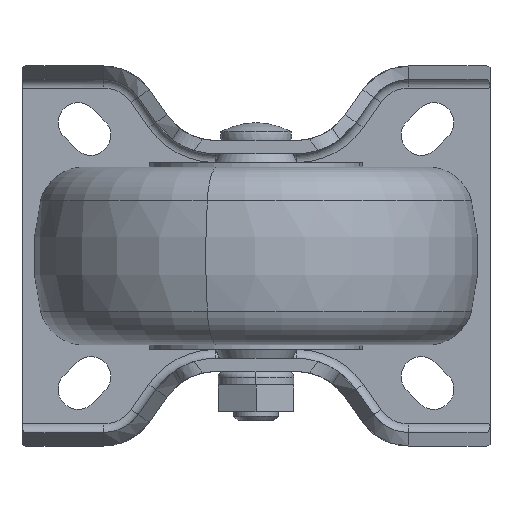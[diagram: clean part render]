
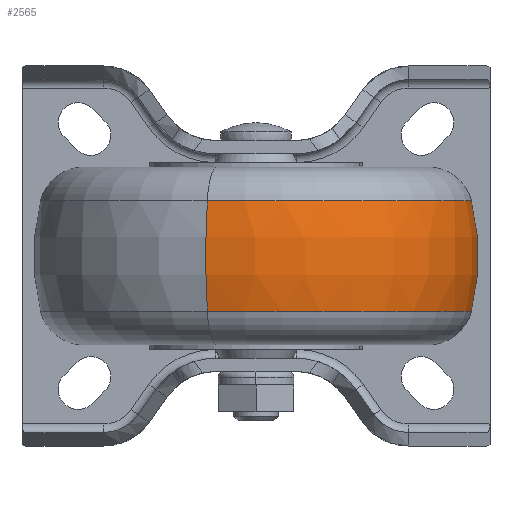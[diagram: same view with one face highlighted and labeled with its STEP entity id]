
A CAD part, front view. The second image highlights one B-rep face of the part: STEP entity #2565.
In plain terms, the highlighted toroidal (fillet/blend) face has major radius 2 mm and minor radius 52 mm.
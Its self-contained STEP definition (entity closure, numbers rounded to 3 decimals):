
#1018 = CARTESIAN_POINT ( 'NONE',  ( 10.951, -42.498, -12.381 ) ) ;
#1564 = EDGE_CURVE ( 'NONE', #35359, #27416, #22277, .T. ) ;
#1749 = TOROIDAL_SURFACE ( 'NONE', #37313, -2., 52. ) ;
#2565 = ADVANCED_FACE ( 'NONE', ( #26611 ), #1749, .T. ) ;
#5534 = DIRECTION ( 'NONE',  ( 0., 0., 1. ) ) ;
#6147 = ORIENTED_EDGE ( 'NONE', *, *, #38541, .T. ) ;
#8288 = DIRECTION ( 'NONE',  ( 0., 0., -1. ) ) ;
#8632 = ORIENTED_EDGE ( 'NONE', *, *, #36417, .T. ) ;
#8944 = CARTESIAN_POINT ( 'NONE',  ( -0.452, -91.698, 0. ) ) ;
#9951 = CIRCLE ( 'NONE', #20414, 48.505 ) ;
#10863 = CIRCLE ( 'NONE', #24801, 48.505 ) ;
#11392 = CARTESIAN_POINT ( 'NONE',  ( -10.951, -137.002, -12.381 ) ) ;
#12086 = DIRECTION ( 'NONE',  ( -0.226, -0.974, 0. ) ) ;
#14210 = CARTESIAN_POINT ( 'NONE',  ( 0., -89.75, 12.381 ) ) ;
#14731 = CIRCLE ( 'NONE', #29809, 52. ) ;
#15451 = CARTESIAN_POINT ( 'NONE',  ( -10.951, -137.002, 12.381 ) ) ;
#17348 = DIRECTION ( 'NONE',  ( -0.226, -0.974, 0. ) ) ;
#17424 = CARTESIAN_POINT ( 'NONE',  ( 0.452, -87.802, 0. ) ) ;
#20414 = AXIS2_PLACEMENT_3D ( 'NONE', #14210, #35950, #17348 ) ;
#20527 = DIRECTION ( 'NONE',  ( 0.226, 0.974, 0. ) ) ;
#22277 = CIRCLE ( 'NONE', #26365, 52. ) ;
#22504 = VERTEX_POINT ( 'NONE', #15451 ) ;
#23944 = CARTESIAN_POINT ( 'NONE',  ( 10.951, -42.498, 12.381 ) ) ;
#24148 = CARTESIAN_POINT ( 'NONE',  ( 0., -89.75, -12.381 ) ) ;
#24801 = AXIS2_PLACEMENT_3D ( 'NONE', #24148, #5534, #27269 ) ;
#26365 = AXIS2_PLACEMENT_3D ( 'NONE', #8944, #30680, #12086 ) ;
#26611 = FACE_OUTER_BOUND ( 'NONE', #39988, .T. ) ;
#26898 = CARTESIAN_POINT ( 'NONE',  ( 0., -89.75, 0. ) ) ;
#27269 = DIRECTION ( 'NONE',  ( 0.226, 0.974, 0. ) ) ;
#27416 = VERTEX_POINT ( 'NONE', #1018 ) ;
#28822 = ORIENTED_EDGE ( 'NONE', *, *, #1564, .F. ) ;
#29809 = AXIS2_PLACEMENT_3D ( 'NONE', #17424, #39129, #20527 ) ;
#30680 = DIRECTION ( 'NONE',  ( -0.974, 0.226, 0. ) ) ;
#33162 = DIRECTION ( 'NONE',  ( -0.226, -0.974, 0. ) ) ;
#35359 = VERTEX_POINT ( 'NONE', #23944 ) ;
#35950 = DIRECTION ( 'NONE',  ( 0., 0., -1. ) ) ;
#36417 = EDGE_CURVE ( 'NONE', #35359, #22504, #9951, .T. ) ;
#37313 = AXIS2_PLACEMENT_3D ( 'NONE', #26898, #8288, #33162 ) ;
#37882 = EDGE_CURVE ( 'NONE', #22504, #38517, #14731, .T. ) ;
#38517 = VERTEX_POINT ( 'NONE', #11392 ) ;
#38541 = EDGE_CURVE ( 'NONE', #38517, #27416, #10863, .T. ) ;
#38866 = ORIENTED_EDGE ( 'NONE', *, *, #37882, .T. ) ;
#39129 = DIRECTION ( 'NONE',  ( 0.974, -0.226, 0. ) ) ;
#39988 = EDGE_LOOP ( 'NONE', ( #28822, #8632, #38866, #6147 ) ) ;
